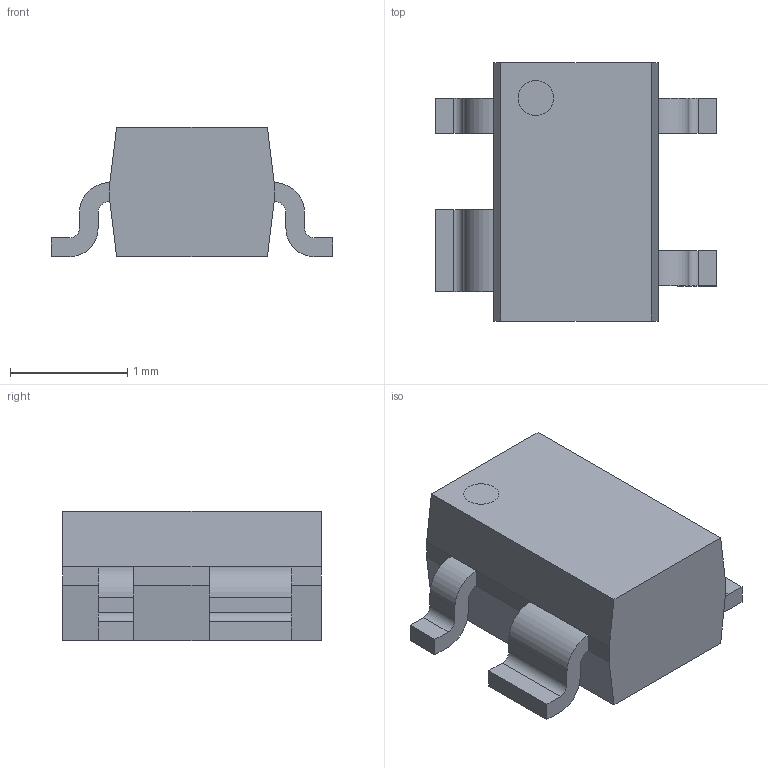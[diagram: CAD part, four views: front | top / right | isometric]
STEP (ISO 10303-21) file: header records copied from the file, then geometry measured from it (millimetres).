
FILE_DESCRIPTION(/* description */ (''),/* implementation_level */ '2;1');
FILE_NAME(/* name */ 'ANALOG-DEVICES_SC70-4.stp',/* time_stamp */ '2016-01-11T16:00:27+01:00',/* author */ ('riccim'),/* organization */ (''),/* preprocessor_version */ 'ST-DEVELOPER v15.5',/* originating_system */ 'AutoCAD Mechanical',/* authorisation */ '');
FILE_SCHEMA (('AUTOMOTIVE_DESIGN { 1 0 10303 214 3 1 1 }'));
Length unit declared in the file: millimetre
Products named in the file (1): Product
Bounding box: 2.4 x 2.2 x 1.1 mm (x, y, z)
Volume: 3.5 mm3; surface area: 17.9 mm2
Topology: 6 solids, 6 shells, 63 faces, 150 edges, 100 vertices
Faces by surface type: plane 45, cylinder 18
Full cylindrical faces by diameter (mm): 0.3 x2
Entity records: 1852 total; most frequent: DIRECTION 312, CARTESIAN_POINT 312, ORIENTED_EDGE 296, EDGE_CURVE 148, LINE 112, VECTOR 112, VERTEX_POINT 100, AXIS2_PLACEMENT_3D 100
